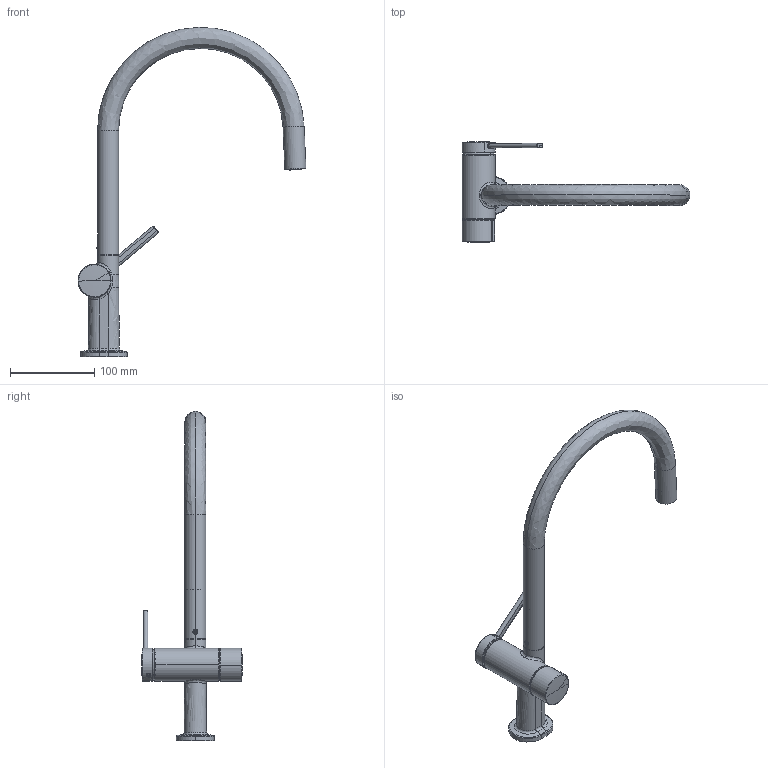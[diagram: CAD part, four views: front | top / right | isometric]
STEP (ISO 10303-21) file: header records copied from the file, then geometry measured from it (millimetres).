
FILE_DESCRIPTION(('CAx-IF Rec.Pracs.---Model Styling and Organization---1.2---2011-12-15','CAx-IF Rec.Pracs.---Geometric and Assembly Validation Properties---4.1---2014-06-16','CAx-IF Rec.Pracs.---PMI Polyline Presentation---2.0---2013-05-24'),'2;1');
FILE_NAME('1000139565_PPR_000.stp','2019-11-11T07:59:37+01:00',(''),(''),'STEP Interface 4.3 by CT CoreTechnologie','3D_Evolution4.3 by CT CoreTechnologie','');
FILE_SCHEMA(('AP203_CONFIGURATION_CONTROLLED_3D_DESIGN_OF_MECHANICAL_PARTS_AND_ASSEMBLIES_MIM_LF'));
Length unit declared in the file: millimetre
Products named in the file (12): P_2 HG Talis M54 SPTM 220 GAV 1j O-Ausl. 1000139565_PPR_000_A0; P_2 GK_KHM_SA_GAV_M54 1000139567_PPA_000_A0; P_ 2 Auslauf_KHM_SA_O_M54 1000135536_PPR_000_A0; P_2 EBD_Buchse_Auslauf_KHM_SA_M54 1000128100_PPA_000_A0; P_2 EBD_Rohrbogen_KHM_SA_O_M54 1000126268_PPA_000_A0; P_2 SR_CA-M18,5x1_SC_A-lam_hellblau 1000138145_PPA_000_A0; Blechschraube DIN7983-ST2,9x6,5-F-A2 1000010848_PPA_000_A0; P_2 Rosette_KHM_M54 1000124710_PPA_000_A0; P_2 Griff_KHM_M54 1000124712_PPA_000_A0; Griffstopfen_KHM_M54 1000132370_PPA_000_A2; P_2 Axialring_KHM_SA_D24,8_M54 1000135530_PPA_000_A0; P_2 Griff_GAV_KHM_M54 1000139569_PPA_000_A0
Assembly tree (11 placements, depth 3):
  P_2 HG Talis M54 SPTM 220 GAV 1j O-Ausl. 1000139565_PPR_000_A0
    P_2 GK_KHM_SA_GAV_M54 1000139567_PPA_000_A0
    P_ 2 Auslauf_KHM_SA_O_M54 1000135536_PPR_000_A0
      P_2 EBD_Buchse_Auslauf_KHM_SA_M54 1000128100_PPA_000_A0
      P_2 EBD_Rohrbogen_KHM_SA_O_M54 1000126268_PPA_000_A0
    P_2 SR_CA-M18,5x1_SC_A-lam_hellblau 1000138145_PPA_000_A0
    Blechschraube DIN7983-ST2,9x6,5-F-A2 1000010848_PPA_000_A0
    P_2 Rosette_KHM_M54 1000124710_PPA_000_A0
    P_2 Griff_KHM_M54 1000124712_PPA_000_A0
    Griffstopfen_KHM_M54 1000132370_PPA_000_A2
    P_2 Axialring_KHM_SA_D24,8_M54 1000135530_PPA_000_A0
    P_2 Griff_GAV_KHM_M54 1000139569_PPA_000_A0
Bounding box: 270.16 x 118.98 x 390.36 mm (x, y, z)
Volume: 468056.5 mm3; surface area: 92899.7 mm2
Topology: 11 solids, 19 shells, 1073 faces, 2696 edges, 1679 vertices
Faces by surface type: bspline 438, plane 374, cylinder 261
Entity records: 56983 total; most frequent: CARTESIAN_POINT 19577, ORIENTED_EDGE 5366, DIRECTION 5137, EDGE_CURVE 2683, AXIS2_PLACEMENT_3D 1952, VERTEX_POINT 1679, CIRCLE 1305, VECTOR 1233
